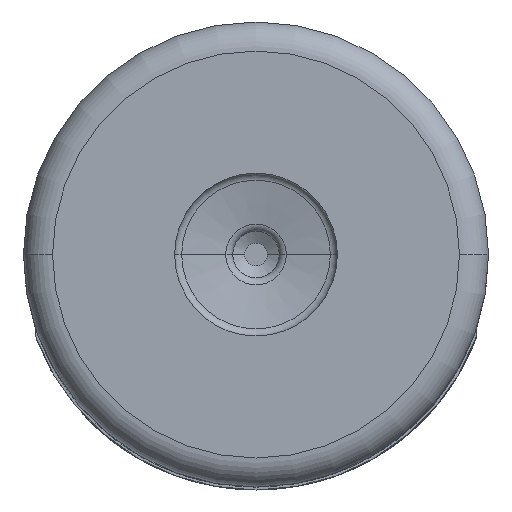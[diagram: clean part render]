
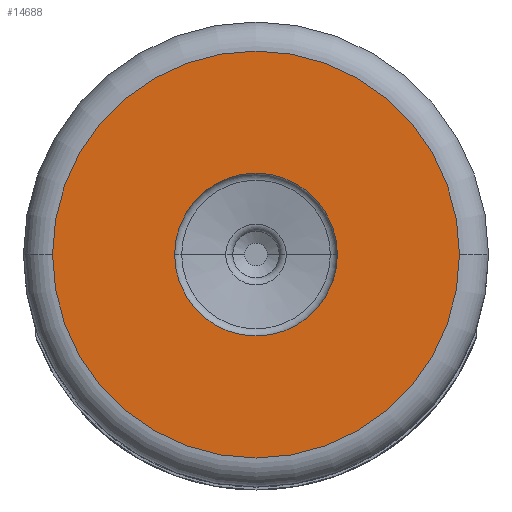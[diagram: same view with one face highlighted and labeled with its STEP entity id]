
A CAD part, front view. The second image highlights one B-rep face of the part: STEP entity #14688.
In plain terms, the highlighted planar face has unit normal (0, -1, 0).
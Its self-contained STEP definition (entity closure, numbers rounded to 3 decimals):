
#2035=CARTESIAN_POINT('',(0.,-4.,0.));
#2036=DIRECTION('',(0.,-1.,0.));
#2037=DIRECTION('',(1.,0.,0.));
#2038=AXIS2_PLACEMENT_3D('',#2035,#2036,#2037);
#2050=CARTESIAN_POINT('',(0.,-4.,0.));
#2051=DIRECTION('',(0.,-1.,0.));
#2052=DIRECTION('',(-1.,0.,0.));
#2053=AXIS2_PLACEMENT_3D('',#2050,#2051,#2052);
#2055=CARTESIAN_POINT('',(0.,-4.,0.));
#2056=DIRECTION('',(0.,-1.,0.));
#2057=DIRECTION('',(1.,0.,0.));
#2058=AXIS2_PLACEMENT_3D('',#2055,#2056,#2057);
#2060=CARTESIAN_POINT('',(0.,-4.,0.));
#2061=DIRECTION('',(0.,-1.,0.));
#2062=DIRECTION('',(-1.,0.,0.));
#2063=AXIS2_PLACEMENT_3D('',#2060,#2061,#2062);
#12676=CARTESIAN_POINT('',(-1.4,-4.,0.));
#12677=CARTESIAN_POINT('',(1.4,-4.,0.));
#12678=VERTEX_POINT('',#12676);
#12679=VERTEX_POINT('',#12677);
#12680=CARTESIAN_POINT('',(3.5,-4.,0.));
#12681=CARTESIAN_POINT('',(-3.5,-4.,0.));
#12682=VERTEX_POINT('',#12680);
#12683=VERTEX_POINT('',#12681);
#14672=CARTESIAN_POINT('',(0.,-4.,0.));
#14673=DIRECTION('',(0.,1.,0.));
#14674=DIRECTION('',(1.,0.,0.));
#14675=AXIS2_PLACEMENT_3D('',#14672,#14673,#14674);
#14676=PLANE('',#14675);
#14677=ORIENTED_EDGE('',*,*,#14662,.F.);
#14679=ORIENTED_EDGE('',*,*,#14678,.F.);
#14680=EDGE_LOOP('',(#14677,#14679));
#14681=FACE_OUTER_BOUND('',#14680,.F.);
#14683=ORIENTED_EDGE('',*,*,#14682,.T.);
#14685=ORIENTED_EDGE('',*,*,#14684,.T.);
#14686=EDGE_LOOP('',(#14683,#14685));
#14687=FACE_BOUND('',#14686,.F.);
#14688=ADVANCED_FACE('',(#14681,#14687),#14676,.F.);
#2039=CIRCLE('',#2038,3.5);
#2054=CIRCLE('',#2053,1.4);
#2059=CIRCLE('',#2058,1.4);
#2064=CIRCLE('',#2063,3.5);
#14662=EDGE_CURVE('',#12682,#12683,#2039,.T.);
#14678=EDGE_CURVE('',#12683,#12682,#2064,.T.);
#14682=EDGE_CURVE('',#12678,#12679,#2054,.T.);
#14684=EDGE_CURVE('',#12679,#12678,#2059,.T.);
